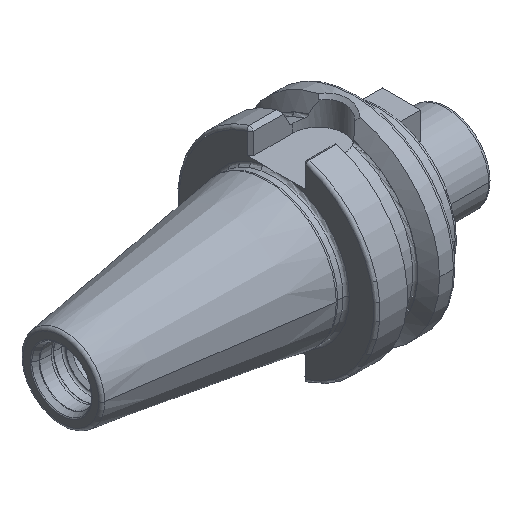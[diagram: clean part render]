
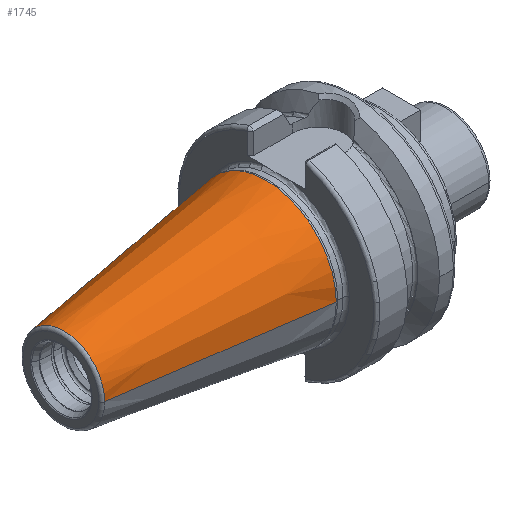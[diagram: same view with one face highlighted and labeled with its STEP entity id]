
A CAD part, isometric view. The second image highlights one B-rep face of the part: STEP entity #1745.
In plain terms, the highlighted conical face has half-angle 8.298 degrees and reference radius 17.426 mm.
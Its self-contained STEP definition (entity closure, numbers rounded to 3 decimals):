
#37=CARTESIAN_POINT('',(-64.544,0.,0.));
#38=DIRECTION('',(1.,0.,0.));
#39=DIRECTION('',(0.,1.,0.));
#40=AXIS2_PLACEMENT_3D('',#37,#38,#39);
#42=CARTESIAN_POINT('',(-1.267,0.,0.));
#43=DIRECTION('',(1.,0.,0.));
#44=DIRECTION('',(0.,1.,0.));
#45=AXIS2_PLACEMENT_3D('',#42,#43,#44);
#47=DIRECTION('',(-0.99,-0.144,0.));
#48=VECTOR('',#47,63.947);
#49=CARTESIAN_POINT('',(-1.267,22.04,0.));
#50=LINE('',#49,#48);
#51=DIRECTION('',(-0.99,0.144,0.));
#52=VECTOR('',#51,63.947);
#53=CARTESIAN_POINT('',(-1.267,-22.04,0.));
#54=LINE('',#53,#52);
#1376=CARTESIAN_POINT('',(-64.544,12.812,0.));
#1378=VERTEX_POINT('',#1376);
#1380=CARTESIAN_POINT('',(-64.544,-12.812,0.));
#1382=VERTEX_POINT('',#1380);
#1595=CARTESIAN_POINT('',(-1.267,22.04,0.));
#1596=VERTEX_POINT('',#1595);
#1597=CARTESIAN_POINT('',(-1.267,-22.04,0.));
#1598=VERTEX_POINT('',#1597);
#1731=CARTESIAN_POINT('',(-32.906,0.,0.));
#1732=DIRECTION('',(1.,0.,0.));
#1733=DIRECTION('',(0.,-1.,0.));
#1734=AXIS2_PLACEMENT_3D('',#1731,#1732,#1733);
#1735=CONICAL_SURFACE('',#1734,17.426,8.298);
#1737=ORIENTED_EDGE('',*,*,#1736,.F.);
#1739=ORIENTED_EDGE('',*,*,#1738,.T.);
#1741=ORIENTED_EDGE('',*,*,#1740,.T.);
#1742=ORIENTED_EDGE('',*,*,#1724,.F.);
#1743=EDGE_LOOP('',(#1737,#1739,#1741,#1742));
#1744=FACE_OUTER_BOUND('',#1743,.F.);
#1745=ADVANCED_FACE('',(#1744),#1735,.T.);
#41=CIRCLE('',#40,12.812);
#46=CIRCLE('',#45,22.04);
#1724=EDGE_CURVE('',#1378,#1382,#41,.T.);
#1736=EDGE_CURVE('',#1596,#1378,#50,.T.);
#1738=EDGE_CURVE('',#1596,#1598,#46,.T.);
#1740=EDGE_CURVE('',#1598,#1382,#54,.T.);
